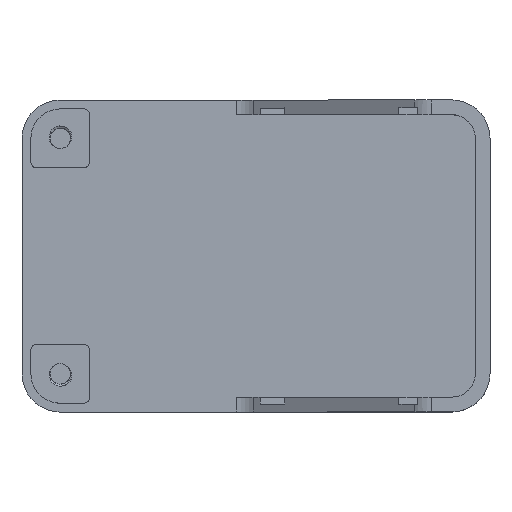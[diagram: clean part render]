
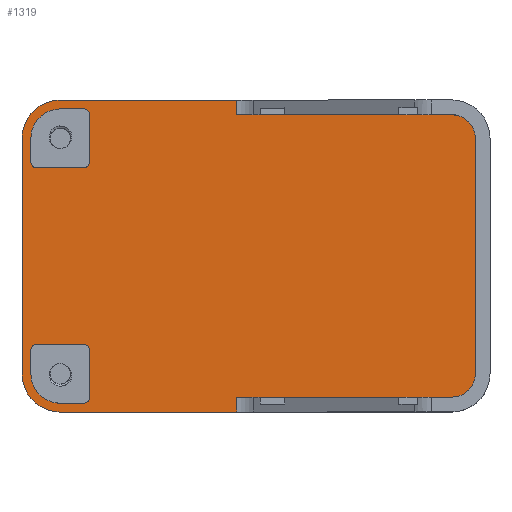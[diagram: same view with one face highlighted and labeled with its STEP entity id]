
A CAD part, top view. The second image highlights one B-rep face of the part: STEP entity #1319.
In plain terms, the highlighted planar face has unit normal (0, 0, 1).
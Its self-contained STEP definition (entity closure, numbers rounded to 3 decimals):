
#465 = VERTEX_POINT('',#466);
#466 = CARTESIAN_POINT('',(160.5,-105.,-2.));
#472 = EDGE_CURVE('',#473,#465,#475,.T.);
#473 = VERTEX_POINT('',#474);
#474 = CARTESIAN_POINT('',(160.5,-65.,-2.));
#475 = LINE('',#476,#477);
#476 = CARTESIAN_POINT('',(160.5,-95.,-2.));
#477 = VECTOR('',#478,1.);
#478 = DIRECTION('',(0.,-1.,0.));
#1301 = VERTEX_POINT('',#1302);
#1302 = CARTESIAN_POINT('',(156.5,-61.,-2.));
#1308 = EDGE_CURVE('',#473,#1301,#1309,.T.);
#1309 = CIRCLE('',#1310,4.);
#1310 = AXIS2_PLACEMENT_3D('',#1311,#1312,#1313);
#1311 = CARTESIAN_POINT('',(156.5,-65.,-2.));
#1312 = DIRECTION('',(0.,0.,1.));
#1313 = DIRECTION('',(-1.,0.,0.));
#1319 = ADVANCED_FACE('',(#1320,#1390,#1475),#1545,.T.);
#1320 = FACE_BOUND('',#1321,.T.);
#1321 = EDGE_LOOP('',(#1322,#1332,#1341,#1349,#1358,#1366,#1375,#1383));
#1322 = ORIENTED_EDGE('',*,*,#1323,.T.);
#1323 = EDGE_CURVE('',#1324,#1326,#1328,.T.);
#1324 = VERTEX_POINT('',#1325);
#1325 = CARTESIAN_POINT('',(90.,-60.,-2.));
#1326 = VERTEX_POINT('',#1327);
#1327 = CARTESIAN_POINT('',(94.,-60.,-2.));
#1328 = LINE('',#1329,#1330);
#1329 = CARTESIAN_POINT('',(90.,-60.,-2.));
#1330 = VECTOR('',#1331,1.);
#1331 = DIRECTION('',(1.,0.,0.));
#1332 = ORIENTED_EDGE('',*,*,#1333,.T.);
#1333 = EDGE_CURVE('',#1326,#1334,#1336,.T.);
#1334 = VERTEX_POINT('',#1335);
#1335 = CARTESIAN_POINT('',(95.,-61.,-2.));
#1336 = CIRCLE('',#1337,1.);
#1337 = AXIS2_PLACEMENT_3D('',#1338,#1339,#1340);
#1338 = CARTESIAN_POINT('',(94.,-61.,-2.));
#1339 = DIRECTION('',(0.,0.,-1.));
#1340 = DIRECTION('',(0.,-1.,0.));
#1341 = ORIENTED_EDGE('',*,*,#1342,.T.);
#1342 = EDGE_CURVE('',#1334,#1343,#1345,.T.);
#1343 = VERTEX_POINT('',#1344);
#1344 = CARTESIAN_POINT('',(95.,-69.,-2.));
#1345 = LINE('',#1346,#1347);
#1346 = CARTESIAN_POINT('',(95.,-60.,-2.));
#1347 = VECTOR('',#1348,1.);
#1348 = DIRECTION('',(0.,-1.,0.));
#1349 = ORIENTED_EDGE('',*,*,#1350,.T.);
#1350 = EDGE_CURVE('',#1343,#1351,#1353,.T.);
#1351 = VERTEX_POINT('',#1352);
#1352 = CARTESIAN_POINT('',(94.,-70.,-2.));
#1353 = CIRCLE('',#1354,1.);
#1354 = AXIS2_PLACEMENT_3D('',#1355,#1356,#1357);
#1355 = CARTESIAN_POINT('',(94.,-69.,-2.));
#1356 = DIRECTION('',(0.,0.,-1.));
#1357 = DIRECTION('',(0.,-1.,0.));
#1358 = ORIENTED_EDGE('',*,*,#1359,.T.);
#1359 = EDGE_CURVE('',#1351,#1360,#1362,.T.);
#1360 = VERTEX_POINT('',#1361);
#1361 = CARTESIAN_POINT('',(86.,-70.,-2.));
#1362 = LINE('',#1363,#1364);
#1363 = CARTESIAN_POINT('',(95.,-70.,-2.));
#1364 = VECTOR('',#1365,1.);
#1365 = DIRECTION('',(-1.,0.,0.));
#1366 = ORIENTED_EDGE('',*,*,#1367,.F.);
#1367 = EDGE_CURVE('',#1368,#1360,#1370,.T.);
#1368 = VERTEX_POINT('',#1369);
#1369 = CARTESIAN_POINT('',(85.,-69.,-2.));
#1370 = CIRCLE('',#1371,1.);
#1371 = AXIS2_PLACEMENT_3D('',#1372,#1373,#1374);
#1372 = CARTESIAN_POINT('',(86.,-69.,-2.));
#1373 = DIRECTION('',(0.,0.,1.));
#1374 = DIRECTION('',(0.,-1.,0.));
#1375 = ORIENTED_EDGE('',*,*,#1376,.T.);
#1376 = EDGE_CURVE('',#1368,#1377,#1379,.T.);
#1377 = VERTEX_POINT('',#1378);
#1378 = CARTESIAN_POINT('',(85.,-65.,-2.));
#1379 = LINE('',#1380,#1381);
#1380 = CARTESIAN_POINT('',(85.,-70.,-2.));
#1381 = VECTOR('',#1382,1.);
#1382 = DIRECTION('',(0.,1.,0.));
#1383 = ORIENTED_EDGE('',*,*,#1384,.F.);
#1384 = EDGE_CURVE('',#1324,#1377,#1385,.T.);
#1385 = CIRCLE('',#1386,5.);
#1386 = AXIS2_PLACEMENT_3D('',#1387,#1388,#1389);
#1387 = CARTESIAN_POINT('',(90.,-65.,-2.));
#1388 = DIRECTION('',(0.,0.,1.));
#1389 = DIRECTION('',(1.,0.,0.));
#1390 = FACE_BOUND('',#1391,.T.);
#1391 = EDGE_LOOP('',(#1392,#1400,#1408,#1416,#1425,#1433,#1442,#1450,
    #1458,#1466,#1473,#1474));
#1392 = ORIENTED_EDGE('',*,*,#1393,.T.);
#1393 = EDGE_CURVE('',#1301,#1394,#1396,.T.);
#1394 = VERTEX_POINT('',#1395);
#1395 = CARTESIAN_POINT('',(119.941,-61.,-2.));
#1396 = LINE('',#1397,#1398);
#1397 = CARTESIAN_POINT('',(106.625,-61.,-2.));
#1398 = VECTOR('',#1399,1.);
#1399 = DIRECTION('',(-1.,0.,0.));
#1400 = ORIENTED_EDGE('',*,*,#1401,.T.);
#1401 = EDGE_CURVE('',#1394,#1402,#1404,.T.);
#1402 = VERTEX_POINT('',#1403);
#1403 = CARTESIAN_POINT('',(119.941,-58.5,-2.));
#1404 = LINE('',#1405,#1406);
#1405 = CARTESIAN_POINT('',(119.941,-111.5,-2.));
#1406 = VECTOR('',#1407,1.);
#1407 = DIRECTION('',(0.,1.,0.));
#1408 = ORIENTED_EDGE('',*,*,#1409,.F.);
#1409 = EDGE_CURVE('',#1410,#1402,#1412,.T.);
#1410 = VERTEX_POINT('',#1411);
#1411 = CARTESIAN_POINT('',(90.,-58.5,-2.));
#1412 = LINE('',#1413,#1414);
#1413 = CARTESIAN_POINT('',(121.595,-58.5,-2.));
#1414 = VECTOR('',#1415,1.);
#1415 = DIRECTION('',(1.,0.,-0.));
#1416 = ORIENTED_EDGE('',*,*,#1417,.T.);
#1417 = EDGE_CURVE('',#1410,#1418,#1420,.T.);
#1418 = VERTEX_POINT('',#1419);
#1419 = CARTESIAN_POINT('',(83.5,-65.,-2.));
#1420 = CIRCLE('',#1421,6.5);
#1421 = AXIS2_PLACEMENT_3D('',#1422,#1423,#1424);
#1422 = CARTESIAN_POINT('',(90.,-65.,-2.));
#1423 = DIRECTION('',(0.,0.,1.));
#1424 = DIRECTION('',(-1.,0.,0.));
#1425 = ORIENTED_EDGE('',*,*,#1426,.F.);
#1426 = EDGE_CURVE('',#1427,#1418,#1429,.T.);
#1427 = VERTEX_POINT('',#1428);
#1428 = CARTESIAN_POINT('',(83.5,-105.,-2.));
#1429 = LINE('',#1430,#1431);
#1430 = CARTESIAN_POINT('',(83.5,-98.25,-2.));
#1431 = VECTOR('',#1432,1.);
#1432 = DIRECTION('',(0.,1.,0.));
#1433 = ORIENTED_EDGE('',*,*,#1434,.T.);
#1434 = EDGE_CURVE('',#1427,#1435,#1437,.T.);
#1435 = VERTEX_POINT('',#1436);
#1436 = CARTESIAN_POINT('',(90.,-111.5,-2.));
#1437 = CIRCLE('',#1438,6.5);
#1438 = AXIS2_PLACEMENT_3D('',#1439,#1440,#1441);
#1439 = CARTESIAN_POINT('',(90.,-105.,-2.));
#1440 = DIRECTION('',(0.,0.,1.));
#1441 = DIRECTION('',(-1.,0.,0.));
#1442 = ORIENTED_EDGE('',*,*,#1443,.F.);
#1443 = EDGE_CURVE('',#1444,#1435,#1446,.T.);
#1444 = VERTEX_POINT('',#1445);
#1445 = CARTESIAN_POINT('',(119.941,-111.5,-2.));
#1446 = LINE('',#1447,#1448);
#1447 = CARTESIAN_POINT('',(119.941,-111.5,-2.));
#1448 = VECTOR('',#1449,1.);
#1449 = DIRECTION('',(-1.,0.,0.));
#1450 = ORIENTED_EDGE('',*,*,#1451,.T.);
#1451 = EDGE_CURVE('',#1444,#1452,#1454,.T.);
#1452 = VERTEX_POINT('',#1453);
#1453 = CARTESIAN_POINT('',(119.941,-109.,-2.));
#1454 = LINE('',#1455,#1456);
#1455 = CARTESIAN_POINT('',(119.941,-111.5,-2.));
#1456 = VECTOR('',#1457,1.);
#1457 = DIRECTION('',(0.,1.,0.));
#1458 = ORIENTED_EDGE('',*,*,#1459,.T.);
#1459 = EDGE_CURVE('',#1452,#1460,#1462,.T.);
#1460 = VERTEX_POINT('',#1461);
#1461 = CARTESIAN_POINT('',(156.5,-109.,-2.));
#1462 = LINE('',#1463,#1464);
#1463 = CARTESIAN_POINT('',(139.875,-109.,-2.));
#1464 = VECTOR('',#1465,1.);
#1465 = DIRECTION('',(1.,0.,0.));
#1466 = ORIENTED_EDGE('',*,*,#1467,.T.);
#1467 = EDGE_CURVE('',#1460,#465,#1468,.T.);
#1468 = CIRCLE('',#1469,4.);
#1469 = AXIS2_PLACEMENT_3D('',#1470,#1471,#1472);
#1470 = CARTESIAN_POINT('',(156.5,-105.,-2.));
#1471 = DIRECTION('',(0.,0.,1.));
#1472 = DIRECTION('',(-1.,0.,0.));
#1473 = ORIENTED_EDGE('',*,*,#472,.F.);
#1474 = ORIENTED_EDGE('',*,*,#1308,.T.);
#1475 = FACE_BOUND('',#1476,.T.);
#1476 = EDGE_LOOP('',(#1477,#1487,#1496,#1504,#1513,#1521,#1530,#1538));
#1477 = ORIENTED_EDGE('',*,*,#1478,.F.);
#1478 = EDGE_CURVE('',#1479,#1481,#1483,.T.);
#1479 = VERTEX_POINT('',#1480);
#1480 = CARTESIAN_POINT('',(90.,-110.,-2.));
#1481 = VERTEX_POINT('',#1482);
#1482 = CARTESIAN_POINT('',(94.,-110.,-2.));
#1483 = LINE('',#1484,#1485);
#1484 = CARTESIAN_POINT('',(90.,-110.,-2.));
#1485 = VECTOR('',#1486,1.);
#1486 = DIRECTION('',(1.,0.,0.));
#1487 = ORIENTED_EDGE('',*,*,#1488,.T.);
#1488 = EDGE_CURVE('',#1479,#1489,#1491,.T.);
#1489 = VERTEX_POINT('',#1490);
#1490 = CARTESIAN_POINT('',(85.,-105.,-2.));
#1491 = CIRCLE('',#1492,5.);
#1492 = AXIS2_PLACEMENT_3D('',#1493,#1494,#1495);
#1493 = CARTESIAN_POINT('',(90.,-105.,-2.));
#1494 = DIRECTION('',(0.,0.,-1.));
#1495 = DIRECTION('',(1.,0.,0.));
#1496 = ORIENTED_EDGE('',*,*,#1497,.F.);
#1497 = EDGE_CURVE('',#1498,#1489,#1500,.T.);
#1498 = VERTEX_POINT('',#1499);
#1499 = CARTESIAN_POINT('',(85.,-101.,-2.));
#1500 = LINE('',#1501,#1502);
#1501 = CARTESIAN_POINT('',(85.,-100.,-2.));
#1502 = VECTOR('',#1503,1.);
#1503 = DIRECTION('',(0.,-1.,0.));
#1504 = ORIENTED_EDGE('',*,*,#1505,.F.);
#1505 = EDGE_CURVE('',#1506,#1498,#1508,.T.);
#1506 = VERTEX_POINT('',#1507);
#1507 = CARTESIAN_POINT('',(86.,-100.,-2.));
#1508 = CIRCLE('',#1509,1.);
#1509 = AXIS2_PLACEMENT_3D('',#1510,#1511,#1512);
#1510 = CARTESIAN_POINT('',(86.,-101.,-2.));
#1511 = DIRECTION('',(0.,0.,1.));
#1512 = DIRECTION('',(0.,-1.,0.));
#1513 = ORIENTED_EDGE('',*,*,#1514,.F.);
#1514 = EDGE_CURVE('',#1515,#1506,#1517,.T.);
#1515 = VERTEX_POINT('',#1516);
#1516 = CARTESIAN_POINT('',(94.,-100.,-2.));
#1517 = LINE('',#1518,#1519);
#1518 = CARTESIAN_POINT('',(95.,-100.,-2.));
#1519 = VECTOR('',#1520,1.);
#1520 = DIRECTION('',(-1.,0.,0.));
#1521 = ORIENTED_EDGE('',*,*,#1522,.F.);
#1522 = EDGE_CURVE('',#1523,#1515,#1525,.T.);
#1523 = VERTEX_POINT('',#1524);
#1524 = CARTESIAN_POINT('',(95.,-101.,-2.));
#1525 = CIRCLE('',#1526,1.);
#1526 = AXIS2_PLACEMENT_3D('',#1527,#1528,#1529);
#1527 = CARTESIAN_POINT('',(94.,-101.,-2.));
#1528 = DIRECTION('',(0.,0.,1.));
#1529 = DIRECTION('',(0.,-1.,0.));
#1530 = ORIENTED_EDGE('',*,*,#1531,.F.);
#1531 = EDGE_CURVE('',#1532,#1523,#1534,.T.);
#1532 = VERTEX_POINT('',#1533);
#1533 = CARTESIAN_POINT('',(95.,-109.,-2.));
#1534 = LINE('',#1535,#1536);
#1535 = CARTESIAN_POINT('',(95.,-110.,-2.));
#1536 = VECTOR('',#1537,1.);
#1537 = DIRECTION('',(0.,1.,0.));
#1538 = ORIENTED_EDGE('',*,*,#1539,.F.);
#1539 = EDGE_CURVE('',#1481,#1532,#1540,.T.);
#1540 = CIRCLE('',#1541,1.);
#1541 = AXIS2_PLACEMENT_3D('',#1542,#1543,#1544);
#1542 = CARTESIAN_POINT('',(94.,-109.,-2.));
#1543 = DIRECTION('',(0.,0.,1.));
#1544 = DIRECTION('',(0.,-1.,0.));
#1545 = PLANE('',#1546);
#1546 = AXIS2_PLACEMENT_3D('',#1547,#1548,#1549);
#1547 = CARTESIAN_POINT('',(121.552,-85.,-2.));
#1548 = DIRECTION('',(0.,0.,1.));
#1549 = DIRECTION('',(0.,-1.,0.));
